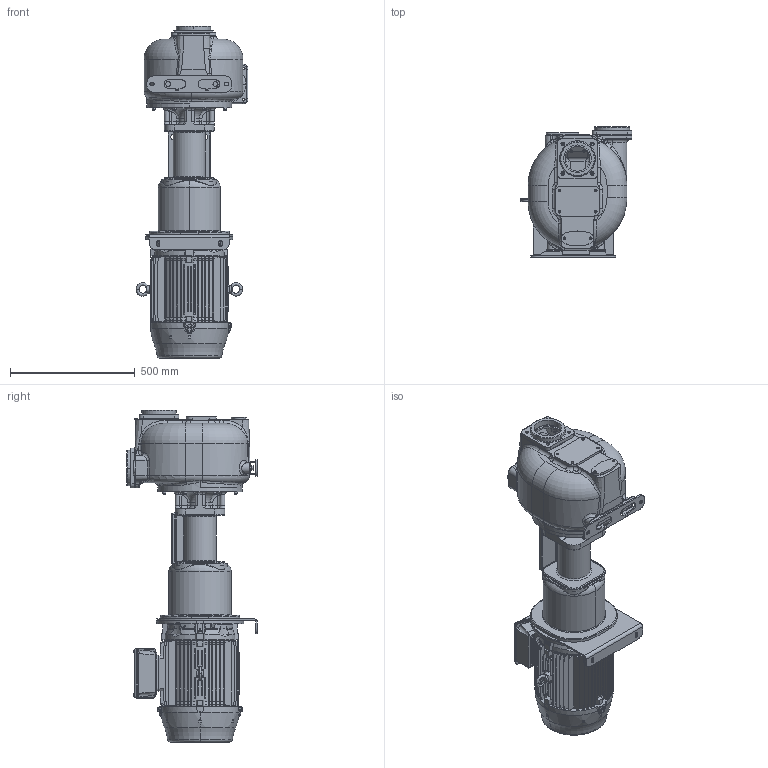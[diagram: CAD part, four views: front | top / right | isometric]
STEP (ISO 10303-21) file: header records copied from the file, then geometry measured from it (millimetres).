
FILE_DESCRIPTION((''),'2;1');
FILE_NAME('S121_K_BBT','2023-02-28T17:10:30',('Nicola'),(''),'CREO PARAMETRIC BY PTC INC, 2022284','CREO PARAMETRIC BY PTC INC, 2022284','');
FILE_SCHEMA(('CONFIG_CONTROL_DESIGN'));
Products named in the file (1): S121_K_BBT
Bounding box: 449.33 x 524.5 x 1332.75 mm (x, y, z)
Volume: 65807075.3 mm3; surface area: 3732432.3 mm2
Topology: 2 solids, 4 shells, 3472 faces, 8915 edges, 5580 vertices
Faces by surface type: plane 1181, cylinder 1110, cone 470, bspline 445, torus 204, sphere 53, extrusion 9
Entity records: 164509 total; most frequent: CARTESIAN_POINT 83719, ORIENTED_EDGE 17696, DIRECTION 15900, EDGE_CURVE 8848, AXIS2_PLACEMENT_3D 6191, VERTEX_POINT 5580, EDGE_LOOP 3728, VECTOR 3518
